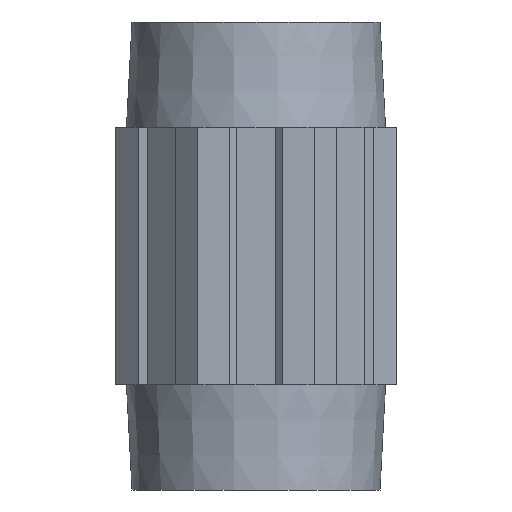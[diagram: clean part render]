
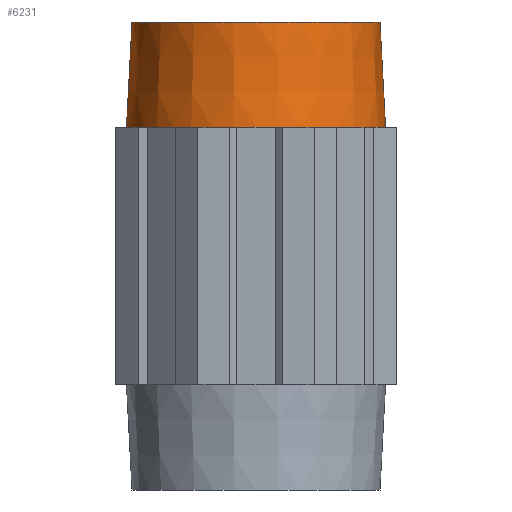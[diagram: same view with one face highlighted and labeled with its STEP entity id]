
A CAD part, front view. The second image highlights one B-rep face of the part: STEP entity #6231.
In plain terms, the highlighted conical face has half-angle 3 degrees and reference radius 26.5 mm.
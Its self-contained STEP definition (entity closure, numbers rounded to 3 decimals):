
#842=FACE_OUTER_BOUND('',#1194,.T.);
#1194=EDGE_LOOP('',(#5601,#5602,#5603,#5604));
#1801=LINE('',#13891,#2473);
#2473=VECTOR('',#7627,26.5);
#2615=CIRCLE('',#6527,26.5);
#2616=CIRCLE('',#6532,27.679);
#3136=VERTEX_POINT('',#13883);
#3137=VERTEX_POINT('',#13889);
#3989=EDGE_CURVE('',#3136,#3136,#2615,.T.);
#3990=EDGE_CURVE('',#3137,#3137,#2616,.T.);
#3991=EDGE_CURVE('',#3137,#3136,#1801,.T.);
#5601=ORIENTED_EDGE('',*,*,#3990,.F.);
#5602=ORIENTED_EDGE('',*,*,#3991,.T.);
#5603=ORIENTED_EDGE('',*,*,#3989,.F.);
#5604=ORIENTED_EDGE('',*,*,#3991,.F.);
#5952=CONICAL_SURFACE('',#6531,26.5,0.052);
#6231=ADVANCED_FACE('',(#842),#5952,.T.);
#6527=AXIS2_PLACEMENT_3D('',#13884,#7615,#7616);
#6531=AXIS2_PLACEMENT_3D('',#13888,#7623,#7624);
#6532=AXIS2_PLACEMENT_3D('',#13890,#7625,#7626);
#7615=DIRECTION('center_axis',(0.,0.,1.));
#7616=DIRECTION('ref_axis',(1.,0.,0.));
#7623=DIRECTION('center_axis',(0.,0.,-1.));
#7624=DIRECTION('ref_axis',(1.,0.,0.));
#7625=DIRECTION('center_axis',(0.,0.,-1.));
#7626=DIRECTION('ref_axis',(1.,0.,0.));
#7627=DIRECTION('',(0.052,0.,0.999));
#13883=CARTESIAN_POINT('',(-26.5,0.,100.));
#13884=CARTESIAN_POINT('Origin',(0.,0.,100.));
#13888=CARTESIAN_POINT('Origin',(0.,0.,100.));
#13889=CARTESIAN_POINT('',(-27.679,0.,77.5));
#13890=CARTESIAN_POINT('Origin',(0.,0.,77.5));
#13891=CARTESIAN_POINT('',(-26.5,0.,100.));
